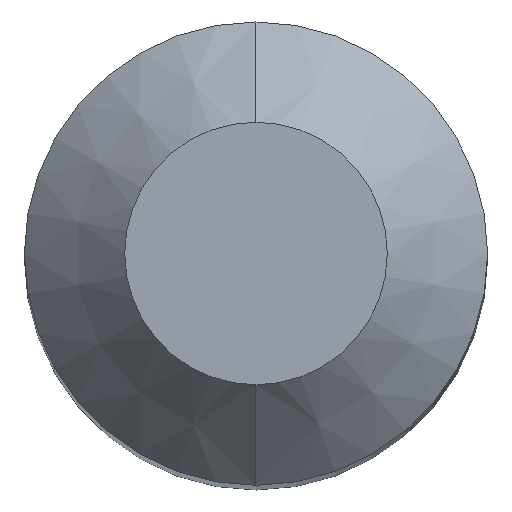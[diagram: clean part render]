
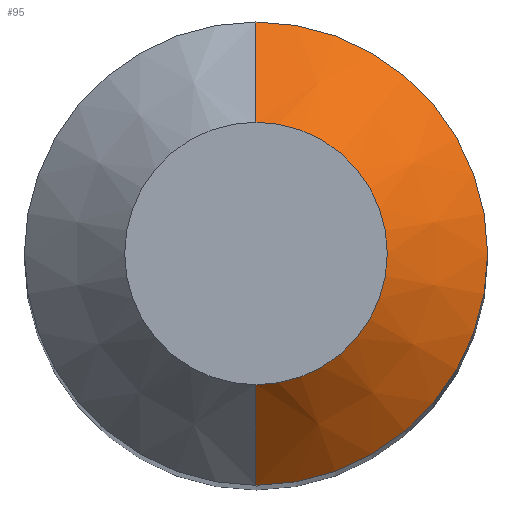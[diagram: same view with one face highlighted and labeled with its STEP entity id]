
A CAD part, top view. The second image highlights one B-rep face of the part: STEP entity #95.
In plain terms, the highlighted conical face has half-angle 45 degrees and reference radius 2.35 mm.
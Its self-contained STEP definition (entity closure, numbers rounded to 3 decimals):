
#95=ADVANCED_FACE('',(#177),#178,.T.);
#177=FACE_OUTER_BOUND('',#272,.T.);
#178=CONICAL_SURFACE('',#273,2.35,0.785);
#272=EDGE_LOOP('',(#359,#360,#361,#362));
#273=AXIS2_PLACEMENT_3D('',#363,#364,#365);
#359=ORIENTED_EDGE('',*,*,#460,.F.);
#360=ORIENTED_EDGE('',*,*,#461,.T.);
#361=ORIENTED_EDGE('',*,*,#462,.F.);
#362=ORIENTED_EDGE('',*,*,#457,.F.);
#363=CARTESIAN_POINT('',(0.,0.0,35.35));
#364=DIRECTION('',(0.,-0.0,-1.0));
#365=DIRECTION('',(0.0,1.0,0.0));
#457=EDGE_CURVE('',#517,#519,#520,.T.);
#460=EDGE_CURVE('',#523,#517,#524,.T.);
#461=EDGE_CURVE('',#523,#525,#526,.T.);
#462=EDGE_CURVE('',#519,#525,#527,.T.);
#517=VERTEX_POINT('',#575);
#519=VERTEX_POINT('',#578);
#520=CIRCLE('',#579,3.0);
#523=VERTEX_POINT('',#583);
#524=LINE('',#584,#585);
#525=VERTEX_POINT('',#586);
#526=CIRCLE('',#587,1.7);
#527=LINE('',#588,#589);
#575=CARTESIAN_POINT('',(0.,3.0,34.7));
#578=CARTESIAN_POINT('',(0.,-3.0,34.7));
#579=AXIS2_PLACEMENT_3D('',#629,#630,#631);
#583=CARTESIAN_POINT('',(0.,1.7,36.0));
#584=CARTESIAN_POINT('',(0.,2.35,35.35));
#585=VECTOR('',#633,1.0);
#586=CARTESIAN_POINT('',(0.,-1.7,36.0));
#587=AXIS2_PLACEMENT_3D('',#634,#635,#636);
#588=CARTESIAN_POINT('',(0.,-2.35,35.35));
#589=VECTOR('',#637,1.0);
#629=CARTESIAN_POINT('',(0.,0.0,34.7));
#630=DIRECTION('',(0.,0.0,-1.0));
#631=DIRECTION('',(0.0,1.0,0.0));
#633=DIRECTION('',(0.,0.707,-0.707));
#634=CARTESIAN_POINT('',(0.,0.0,36.0));
#635=DIRECTION('',(0.,0.0,-1.0));
#636=DIRECTION('',(0.0,1.0,0.0));
#637=DIRECTION('',(0.,0.707,0.707));
